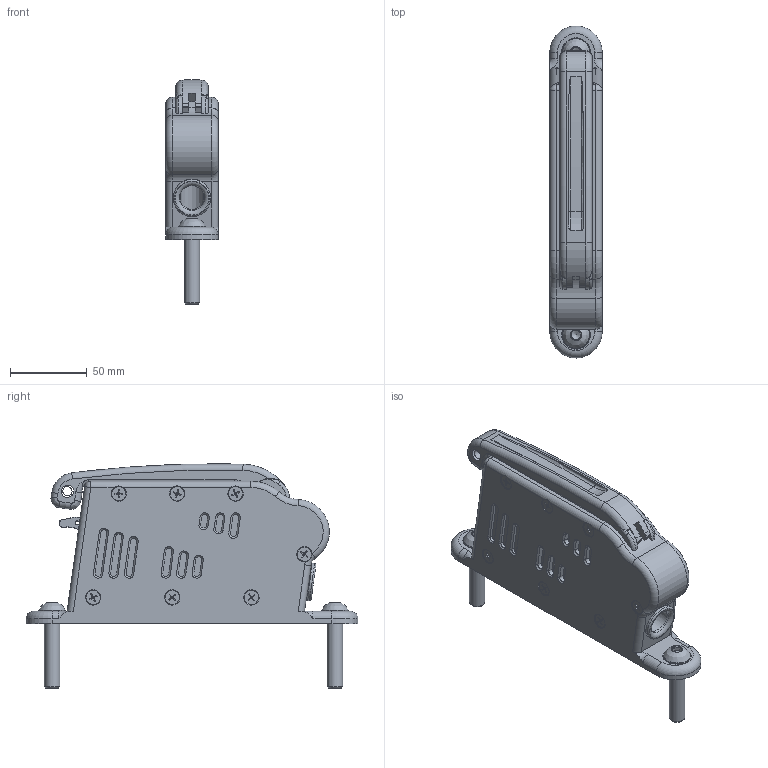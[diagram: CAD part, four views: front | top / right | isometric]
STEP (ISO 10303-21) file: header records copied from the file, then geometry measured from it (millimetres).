
FILE_DESCRIPTION(/* description */ (''),/* implementation_level */ '2;1');
FILE_NAME(/* name */ '506.121.stp',/* time_stamp */ '2020-12-14T16:11:48+01:00',/* author */ ('lucade'),/* organization */ (''),/* preprocessor_version */ 'ST-DEVELOPER v18.1',/* originating_system */ 'Autodesk Inventor 2021',/* authorisation */ '');
FILE_SCHEMA (('AUTOMOTIVE_DESIGN { 1 0 10303 214 3 1 1 }'));
Length unit declared in the file: millimetre
Products named in the file (1): QR10 r02 - Fissaggio dall'alto
Bounding box: 34 x 216 x 145.85 mm (x, y, z)
Volume: 497854.1 mm3; surface area: 75275.8 mm2
Topology: 1 solids, 17 shells, 725 faces, 1869 edges, 1189 vertices
Faces by surface type: plane 309, cylinder 164, cone 129, torus 97, bspline 24, sphere 2
Full cylindrical faces by diameter (mm): 2.5 x1, 4.5 x1, 4.509 x7, 5.05 x1, 5.2 x7, 6 x1, 9.2 x7, 10 x8, 10.1 x2, 10.5 x1, 18 x1, 18.5 x1, 19.9 x1, 24.5 x1
Entity records: 24115 total; most frequent: CARTESIAN_POINT 6817, ORIENTED_EDGE 3714, DIRECTION 3578, EDGE_CURVE 1857, AXIS2_PLACEMENT_3D 1384, VERTEX_POINT 1189, LINE 810, VECTOR 810
